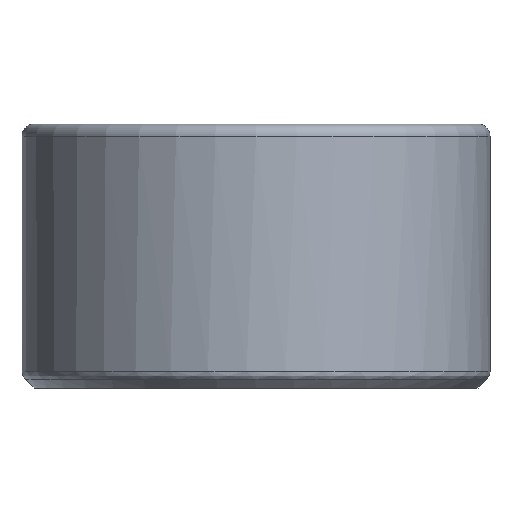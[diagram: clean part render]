
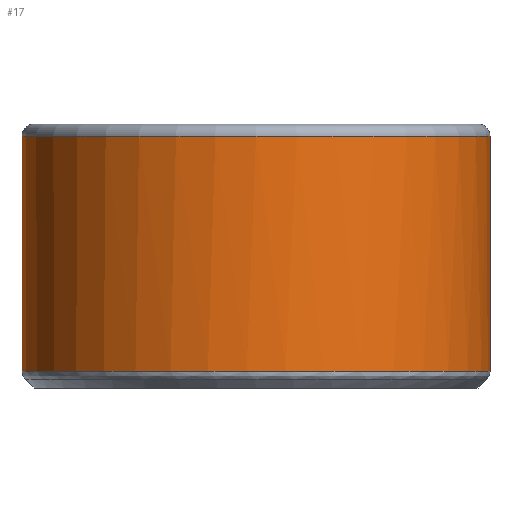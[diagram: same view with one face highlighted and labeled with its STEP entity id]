
A CAD part, front view. The second image highlights one B-rep face of the part: STEP entity #17.
In plain terms, the highlighted cylindrical face has radius 19.5 mm (diameter 39 mm), a full revolution.
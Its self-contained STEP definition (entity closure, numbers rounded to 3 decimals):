
#17 = ADVANCED_FACE('',(#18),#32,.T.);
#18 = FACE_BOUND('',#19,.F.);
#19 = EDGE_LOOP('',(#20,#50,#77,#78));
#20 = ORIENTED_EDGE('',*,*,#21,.T.);
#21 = EDGE_CURVE('',#22,#24,#26,.T.);
#22 = VERTEX_POINT('',#23);
#23 = CARTESIAN_POINT('',(19.5,0.,1.414));
#24 = VERTEX_POINT('',#25);
#25 = CARTESIAN_POINT('',(19.5,0.,21.));
#26 = SEAM_CURVE('',#27,(#31,#43),.PCURVE_S1.);
#27 = LINE('',#28,#29);
#28 = CARTESIAN_POINT('',(19.5,0.,0.));
#29 = VECTOR('',#30,1.);
#30 = DIRECTION('',(0.,0.,1.));
#31 = PCURVE('',#32,#37);
#32 = CYLINDRICAL_SURFACE('',#33,19.5);
#33 = AXIS2_PLACEMENT_3D('',#34,#35,#36);
#34 = CARTESIAN_POINT('',(0.,0.,0.));
#35 = DIRECTION('',(-0.,-0.,-1.));
#36 = DIRECTION('',(1.,0.,0.));
#37 = DEFINITIONAL_REPRESENTATION('',(#38),#42);
#38 = LINE('',#39,#40);
#39 = CARTESIAN_POINT('',(-0.,0.));
#40 = VECTOR('',#41,1.);
#41 = DIRECTION('',(-0.,-1.));
#42 = ( GEOMETRIC_REPRESENTATION_CONTEXT(2) 
PARAMETRIC_REPRESENTATION_CONTEXT() REPRESENTATION_CONTEXT('2D SPACE',''
  ) );
#43 = PCURVE('',#32,#44);
#44 = DEFINITIONAL_REPRESENTATION('',(#45),#49);
#45 = LINE('',#46,#47);
#46 = CARTESIAN_POINT('',(-6.283,0.));
#47 = VECTOR('',#48,1.);
#48 = DIRECTION('',(-0.,-1.));
#49 = ( GEOMETRIC_REPRESENTATION_CONTEXT(2) 
PARAMETRIC_REPRESENTATION_CONTEXT() REPRESENTATION_CONTEXT('2D SPACE',''
  ) );
#50 = ORIENTED_EDGE('',*,*,#51,.T.);
#51 = EDGE_CURVE('',#24,#24,#52,.T.);
#52 = SURFACE_CURVE('',#53,(#58,#65),.PCURVE_S1.);
#53 = CIRCLE('',#54,19.5);
#54 = AXIS2_PLACEMENT_3D('',#55,#56,#57);
#55 = CARTESIAN_POINT('',(0.,0.,21.));
#56 = DIRECTION('',(0.,0.,1.));
#57 = DIRECTION('',(1.,0.,-0.));
#58 = PCURVE('',#32,#59);
#59 = DEFINITIONAL_REPRESENTATION('',(#60),#64);
#60 = LINE('',#61,#62);
#61 = CARTESIAN_POINT('',(-0.,-21.));
#62 = VECTOR('',#63,1.);
#63 = DIRECTION('',(-1.,0.));
#64 = ( GEOMETRIC_REPRESENTATION_CONTEXT(2) 
PARAMETRIC_REPRESENTATION_CONTEXT() REPRESENTATION_CONTEXT('2D SPACE',''
  ) );
#65 = PCURVE('',#66,#71);
#66 = TOROIDAL_SURFACE('',#67,18.5,1.);
#67 = AXIS2_PLACEMENT_3D('',#68,#69,#70);
#68 = CARTESIAN_POINT('',(0.,0.,21.));
#69 = DIRECTION('',(0.,0.,1.));
#70 = DIRECTION('',(1.,0.,-0.));
#71 = DEFINITIONAL_REPRESENTATION('',(#72),#76);
#72 = LINE('',#73,#74);
#73 = CARTESIAN_POINT('',(0.,0.));
#74 = VECTOR('',#75,1.);
#75 = DIRECTION('',(1.,0.));
#76 = ( GEOMETRIC_REPRESENTATION_CONTEXT(2) 
PARAMETRIC_REPRESENTATION_CONTEXT() REPRESENTATION_CONTEXT('2D SPACE',''
  ) );
#77 = ORIENTED_EDGE('',*,*,#21,.F.);
#78 = ORIENTED_EDGE('',*,*,#79,.F.);
#79 = EDGE_CURVE('',#22,#22,#80,.T.);
#80 = SURFACE_CURVE('',#81,(#97,#121),.PCURVE_S1.);
#81 = ( BOUNDED_CURVE() B_SPLINE_CURVE(14,(#82,#83,#84,#85,#86,#87,#88,
    #89,#90,#91,#92,#93,#94,#95,#96),.UNSPECIFIED.,.T.,.F.) 
B_SPLINE_CURVE_WITH_KNOTS((15,15),(0.,122.522),
.PIECEWISE_BEZIER_KNOTS.) CURVE() GEOMETRIC_REPRESENTATION_ITEM() 
RATIONAL_B_SPLINE_CURVE((1.,1.,1.,1.
    ,1.,1.,1.,1.,
    1.,1.,1.,1.,
1.,1.,1.)) REPRESENTATION_ITEM('') );
#82 = CARTESIAN_POINT('',(19.5,0.,1.414));
#83 = CARTESIAN_POINT('',(19.5,8.625,1.414)
  );
#84 = CARTESIAN_POINT('',(15.392,17.434,1.414
    ));
#85 = CARTESIAN_POINT('',(6.887,24.13,1.414)
  );
#86 = CARTESIAN_POINT('',(-4.713,26.331,1.414
    ));
#87 = CARTESIAN_POINT('',(-16.729,21.974,1.414)
  );
#88 = CARTESIAN_POINT('',(-24.79,13.346,1.414
    ));
#89 = CARTESIAN_POINT('',(-29.89,0.,
    1.414));
#90 = CARTESIAN_POINT('',(-24.79,-13.346,1.414
    ));
#91 = CARTESIAN_POINT('',(-16.729,-21.974,1.414)
  );
#92 = CARTESIAN_POINT('',(-4.713,-26.331,1.414
    ));
#93 = CARTESIAN_POINT('',(6.887,-24.13,1.414)
  );
#94 = CARTESIAN_POINT('',(15.392,-17.434,1.414
    ));
#95 = CARTESIAN_POINT('',(19.5,-8.625,1.414
    ));
#96 = CARTESIAN_POINT('',(19.5,0.,1.414));
#97 = PCURVE('',#32,#98);
#98 = DEFINITIONAL_REPRESENTATION('',(#99),#120);
#99 = B_SPLINE_CURVE_WITH_KNOTS('',10,(#100,#101,#102,#103,#104,#105,
    #106,#107,#108,#109,#110,#111,#112,#113,#114,#115,#116,#117,#118,
    #119),.UNSPECIFIED.,.F.,.F.,(11,9,11),(0.,
    61.261,122.522),.UNSPECIFIED.);
#100 = CARTESIAN_POINT('',(0.,-1.414));
#101 = CARTESIAN_POINT('',(-0.31,-1.414));
#102 = CARTESIAN_POINT('',(-0.624,-1.414));
#103 = CARTESIAN_POINT('',(-0.94,-1.414));
#104 = CARTESIAN_POINT('',(-1.256,-1.414));
#105 = CARTESIAN_POINT('',(-1.57,-1.414));
#106 = CARTESIAN_POINT('',(-1.885,-1.414));
#107 = CARTESIAN_POINT('',(-2.199,-1.414));
#108 = CARTESIAN_POINT('',(-2.513,-1.414));
#109 = CARTESIAN_POINT('',(-2.827,-1.414));
#110 = CARTESIAN_POINT('',(-3.456,-1.414));
#111 = CARTESIAN_POINT('',(-3.77,-1.414));
#112 = CARTESIAN_POINT('',(-4.084,-1.414));
#113 = CARTESIAN_POINT('',(-4.398,-1.414));
#114 = CARTESIAN_POINT('',(-4.713,-1.414));
#115 = CARTESIAN_POINT('',(-5.027,-1.414));
#116 = CARTESIAN_POINT('',(-5.343,-1.414));
#117 = CARTESIAN_POINT('',(-5.659,-1.414));
#118 = CARTESIAN_POINT('',(-5.974,-1.414));
#119 = CARTESIAN_POINT('',(-6.283,-1.414));
#120 = ( GEOMETRIC_REPRESENTATION_CONTEXT(2) 
PARAMETRIC_REPRESENTATION_CONTEXT() REPRESENTATION_CONTEXT('2D SPACE',''
  ) );
#121 = PCURVE('',#122,#168);
#122 = ( BOUNDED_SURFACE() B_SPLINE_SURFACE(2,14,(
    (#123,#124,#125,#126,#127,#128,#129,#130,#131,#132,#133,#134,#135
      ,#136,#137)
    ,(#138,#139,#140,#141,#142,#143,#144,#145,#146,#147,#148,#149,#150
      ,#151,#152)
    ,(#153,#154,#155,#156,#157,#158,#159,#160,#161,#162,#163,#164,#165
      ,#166,#167
)),.UNSPECIFIED.,.F.,.T.,.F.) B_SPLINE_SURFACE_WITH_KNOTS((3,3),(15,15),
  (0.,122.522),(0.,122.522),
.PIECEWISE_BEZIER_KNOTS.) GEOMETRIC_REPRESENTATION_ITEM() 
RATIONAL_B_SPLINE_SURFACE((
    (1.,1.,1.,1.,1.
      ,1.,1.,1.,1.
      ,1.,1.,1.,1.,1.,1.)
    ,(0.924,0.924,0.924,0.924
      ,0.924,0.924,0.924,0.924
      ,0.924,0.924,0.924,0.924
      ,0.924,0.924,0.924)
    ,(1.,1.,1.,1.,1.
      ,1.,1.,1.,1.
      ,1.,1.,1.,1.,1.,1.
))) REPRESENTATION_ITEM('') SURFACE() );
#123 = CARTESIAN_POINT('',(19.5,0.,1.414));
#124 = CARTESIAN_POINT('',(19.5,8.625,1.414)
  );
#125 = CARTESIAN_POINT('',(15.392,17.434,
    1.414));
#126 = CARTESIAN_POINT('',(6.887,24.13,1.414
    ));
#127 = CARTESIAN_POINT('',(-4.713,26.331,
    1.414));
#128 = CARTESIAN_POINT('',(-16.729,21.974,1.414
    ));
#129 = CARTESIAN_POINT('',(-24.79,13.346,
    1.414));
#130 = CARTESIAN_POINT('',(-29.89,0.,
    1.414));
#131 = CARTESIAN_POINT('',(-24.79,-13.346,
    1.414));
#132 = CARTESIAN_POINT('',(-16.729,-21.974,1.414
    ));
#133 = CARTESIAN_POINT('',(-4.713,-26.331,
    1.414));
#134 = CARTESIAN_POINT('',(6.887,-24.13,1.414
    ));
#135 = CARTESIAN_POINT('',(15.392,-17.434,
    1.414));
#136 = CARTESIAN_POINT('',(19.5,-8.625,
    1.414));
#137 = CARTESIAN_POINT('',(19.5,0.,1.414));
#138 = CARTESIAN_POINT('',(19.5,0.,1.));
#139 = CARTESIAN_POINT('',(19.5,8.625,1.));
#140 = CARTESIAN_POINT('',(15.392,17.434,1.));
#141 = CARTESIAN_POINT('',(6.887,24.13,1.));
#142 = CARTESIAN_POINT('',(-4.713,26.331,1.));
#143 = CARTESIAN_POINT('',(-16.729,21.974,1.));
#144 = CARTESIAN_POINT('',(-24.79,13.346,
    1.));
#145 = CARTESIAN_POINT('',(-29.89,0.,
    1.));
#146 = CARTESIAN_POINT('',(-24.79,-13.346,
    1.));
#147 = CARTESIAN_POINT('',(-16.729,-21.974,
    1.));
#148 = CARTESIAN_POINT('',(-4.713,-26.331,1.)
  );
#149 = CARTESIAN_POINT('',(6.887,-24.13,1.
    ));
#150 = CARTESIAN_POINT('',(15.392,-17.434,1.));
#151 = CARTESIAN_POINT('',(19.5,-8.625,1.));
#152 = CARTESIAN_POINT('',(19.5,0.,1.));
#153 = CARTESIAN_POINT('',(19.207,0.,0.707));
#154 = CARTESIAN_POINT('',(19.207,8.495,0.707
    ));
#155 = CARTESIAN_POINT('',(15.161,17.172,
    0.707));
#156 = CARTESIAN_POINT('',(6.784,23.767,0.707
    ));
#157 = CARTESIAN_POINT('',(-4.642,25.936,
    0.707));
#158 = CARTESIAN_POINT('',(-16.478,21.644,
    0.707));
#159 = CARTESIAN_POINT('',(-24.418,13.146,
    0.707));
#160 = CARTESIAN_POINT('',(-29.441,0.,
    0.707));
#161 = CARTESIAN_POINT('',(-24.418,-13.146,
    0.707));
#162 = CARTESIAN_POINT('',(-16.478,-21.644,
    0.707));
#163 = CARTESIAN_POINT('',(-4.642,-25.936,0.707
    ));
#164 = CARTESIAN_POINT('',(6.784,-23.767,0.707
    ));
#165 = CARTESIAN_POINT('',(15.161,-17.172,
    0.707));
#166 = CARTESIAN_POINT('',(19.207,-8.495,0.707)
  );
#167 = CARTESIAN_POINT('',(19.207,0.,
    0.707));
#168 = DEFINITIONAL_REPRESENTATION('',(#169),#173);
#169 = LINE('',#170,#171);
#170 = CARTESIAN_POINT('',(0.,0.));
#171 = VECTOR('',#172,1.);
#172 = DIRECTION('',(0.,1.));
#173 = ( GEOMETRIC_REPRESENTATION_CONTEXT(2) 
PARAMETRIC_REPRESENTATION_CONTEXT() REPRESENTATION_CONTEXT('2D SPACE',''
  ) );
